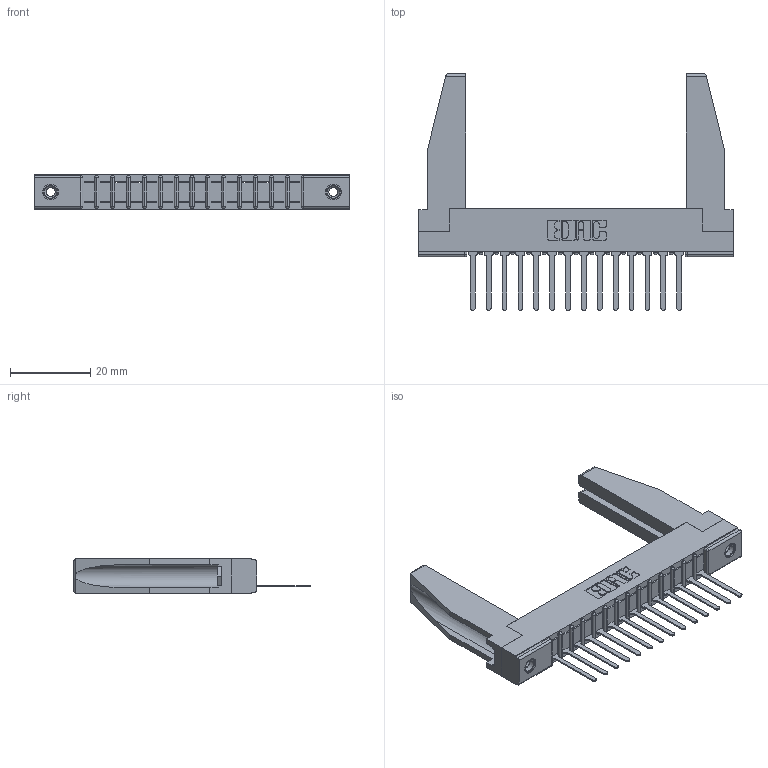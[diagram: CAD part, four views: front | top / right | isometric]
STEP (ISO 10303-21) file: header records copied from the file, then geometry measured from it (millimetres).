
FILE_DESCRIPTION (( 'STEP AP203' ), '1' );
FILE_NAME ('307-014-447-178.STEP', '2020-09-25T15:12:07', ( '' ), ( '' ), 'SwSTEP 2.0', 'SolidWorks 2020', '' );
FILE_SCHEMA (( 'CONFIG_CONTROL_DESIGN' ));
Length unit declared in the file: inch
Products named in the file (5): 307 Part_.156 Dia Mounting Holes; 307-014-447-178; 345-250-001_345-250-001-102; 307-220-078; 307-290-001_547
Assembly tree (19 placements, depth 2):
  307-014-447-178
    307 Part_.156 Dia Mounting Holes
    307-290-001_547  x14
    307-220-078  x2
    345-250-001_345-250-001-102  x2
Bounding box: 78.49 x 59.13 x 8.71 mm (x, y, z)
Volume: 9000.9 mm3; surface area: 11483 mm2
Topology: 19 solids, 19 shells, 1047 faces, 2921 edges, 1878 vertices
Faces by surface type: plane 672, cylinder 329, sphere 30, cone 12, torus 4
Entity records: 17861 total; most frequent: CARTESIAN_POINT 2998, ORIENTED_EDGE 2940, DIRECTION 2888, EDGE_CURVE 1470, VECTOR 1120, LINE 1120, VERTEX_POINT 952, AXIS2_PLACEMENT_3D 884
